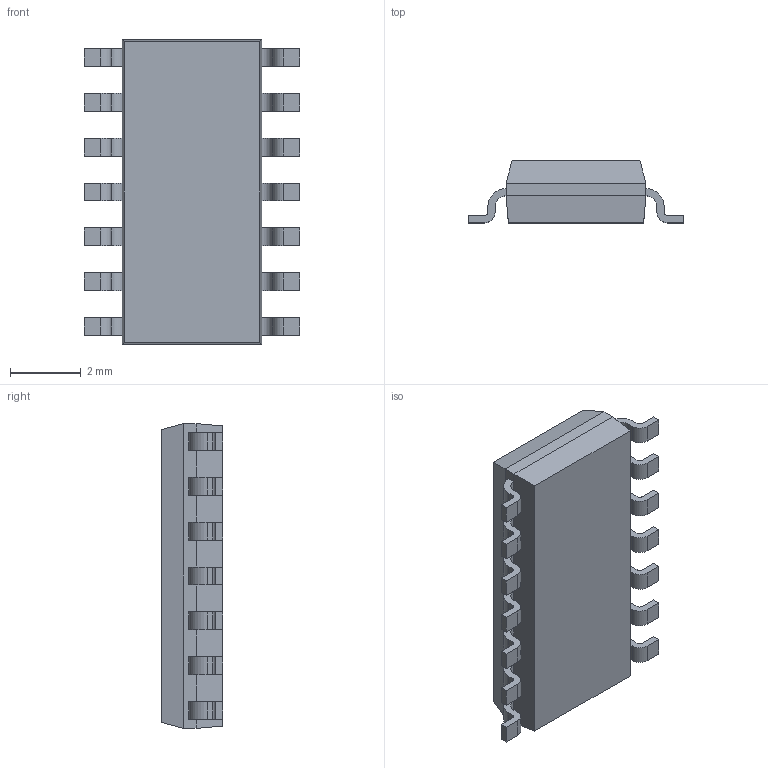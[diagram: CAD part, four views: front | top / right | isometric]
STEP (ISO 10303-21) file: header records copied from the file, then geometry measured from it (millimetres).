
FILE_DESCRIPTION (( 'STEP AP214' ), '1' );
FILE_NAME ('57B0B851-D9F6-4A9F-B797-AB9C0B1FB5DD.STEP', '2008-06-26T17:51:40', ( 'SysAdmin' ), ( 'SolidWorks' ), 'SwSTEP 2.0', 'SolidWorks 2008', '' );
FILE_SCHEMA (( 'AUTOMOTIVE_DESIGN' ));
Length unit declared in the file: inch
Products named in the file (1): 57B0B851-D9F6-4A9F-B797-AB9C0B1FB5DD
Bounding box: 6.1 x 1.75 x 8.64 mm (x, y, z)
Volume: 60.2 mm3; surface area: 138.1 mm2
Topology: 1 solids, 1 shells, 171 faces, 468 edges, 300 vertices
Faces by surface type: plane 113, cylinder 58
Entity records: 5475 total; most frequent: CARTESIAN_POINT 940, ORIENTED_EDGE 936, DIRECTION 928, EDGE_CURVE 468, LINE 352, VECTOR 352, VERTEX_POINT 300, AXIS2_PLACEMENT_3D 288
